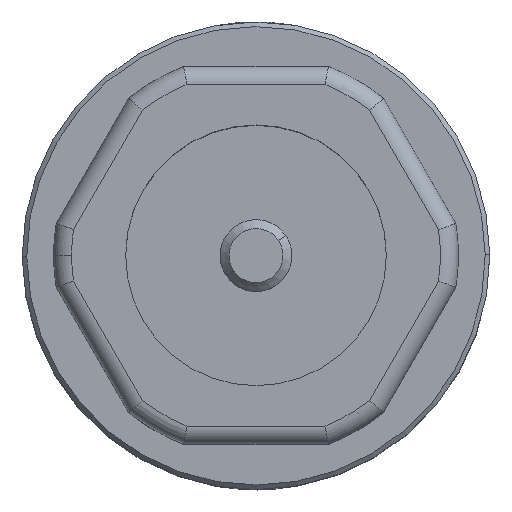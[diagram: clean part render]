
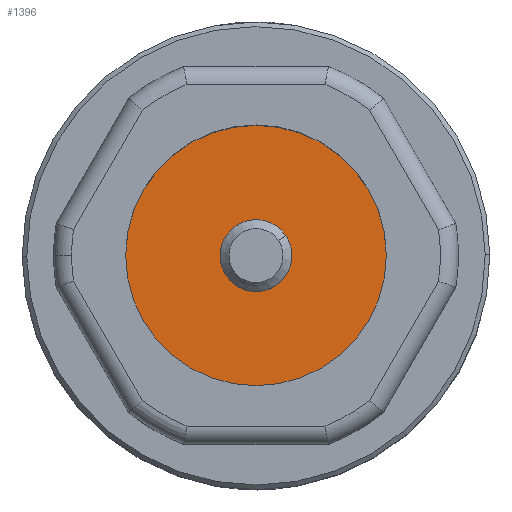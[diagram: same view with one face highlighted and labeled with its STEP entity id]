
A CAD part, top view. The second image highlights one B-rep face of the part: STEP entity #1396.
In plain terms, the highlighted planar face has unit normal (0, 0, 1).
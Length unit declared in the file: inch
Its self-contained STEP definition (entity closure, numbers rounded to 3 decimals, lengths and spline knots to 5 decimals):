
#48 = ORIENTED_EDGE ( 'NONE', *, *, #7550, .T. ) ;
#340 = CARTESIAN_POINT ( 'NONE',  ( 0., 0., -0.813 ) ) ;
#389 = CARTESIAN_POINT ( 'NONE',  ( 0., 0.453, -0.813 ) ) ;
#1396 = ADVANCED_FACE ( 'Defeatured_0_342', ( #9596, #3593 ), #3334, .T. ) ;
#1713 = CARTESIAN_POINT ( 'NONE',  ( 0.10401, 0.06934, -0.813 ) ) ;
#1737 = CARTESIAN_POINT ( 'NONE',  ( 0.453, 0., -0.813 ) ) ;
#1909 = CIRCLE ( 'NONE', #10435, 0.453 ) ;
#2046 = VERTEX_POINT ( 'NONE', #1713 ) ;
#2574 = CIRCLE ( 'NONE', #6565, 0.125 ) ;
#3276 = AXIS2_PLACEMENT_3D ( 'NONE', #340, #4331, #6427 ) ;
#3334 = PLANE ( 'NONE',  #9523 ) ;
#3356 = CARTESIAN_POINT ( 'NONE',  ( 0., 0., -0.813 ) ) ;
#3406 = EDGE_LOOP ( 'NONE', ( #12448, #8876 ) ) ;
#3593 = FACE_OUTER_BOUND ( 'NONE', #6187, .T. ) ;
#3694 = AXIS2_PLACEMENT_3D ( 'NONE', #3356, #10321, #6495 ) ;
#4037 = CARTESIAN_POINT ( 'NONE',  ( -0.10401, -0.06934, -0.813 ) ) ;
#4316 = CIRCLE ( 'NONE', #3694, 0.125 ) ;
#4331 = DIRECTION ( 'NONE',  ( 0., 0., 1. ) ) ;
#4687 = EDGE_CURVE ( 'Defeatured_0_342+Defeatured_0_344+Defeatured_0_344+Defeatured_0_344', #2046, #11697, #2574, .T. ) ;
#4920 = DIRECTION ( 'NONE',  ( 0., 0., 1. ) ) ;
#5510 = VERTEX_POINT ( 'NONE', #1737 ) ;
#6187 = EDGE_LOOP ( 'NONE', ( #10829, #48 ) ) ;
#6427 = DIRECTION ( 'NONE',  ( 1., 0., 0. ) ) ;
#6495 = DIRECTION ( 'NONE',  ( 1., 0., 0. ) ) ;
#6565 = AXIS2_PLACEMENT_3D ( 'NONE', #12334, #9225, #8366 ) ;
#7311 = DIRECTION ( 'NONE',  ( 1., 0., 0. ) ) ;
#7550 = EDGE_CURVE ( 'Defeatured_0_342+Defeatured_0_343+Defeatured_0_343+Defeatured_0_343', #9136, #5510, #11818, .T. ) ;
#7579 = EDGE_CURVE ( 'Defeatured_0_342+Defeatured_0_344+Defeatured_0_344+Defeatured_0_344', #11697, #2046, #4316, .T. ) ;
#8366 = DIRECTION ( 'NONE',  ( 1., 0., 0. ) ) ;
#8876 = ORIENTED_EDGE ( 'NONE', *, *, #4687, .T. ) ;
#9136 = VERTEX_POINT ( 'NONE', #9655 ) ;
#9225 = DIRECTION ( 'NONE',  ( 0., 0., -1. ) ) ;
#9523 = AXIS2_PLACEMENT_3D ( 'NONE', #389, #12382, #7311 ) ;
#9596 = FACE_BOUND ( 'NONE', #3406, .T. ) ;
#9632 = DIRECTION ( 'NONE',  ( 1., 0., 0. ) ) ;
#9655 = CARTESIAN_POINT ( 'NONE',  ( -0.453, 0., -0.813 ) ) ;
#10321 = DIRECTION ( 'NONE',  ( 0., 0., -1. ) ) ;
#10435 = AXIS2_PLACEMENT_3D ( 'NONE', #12797, #4920, #9632 ) ;
#10829 = ORIENTED_EDGE ( 'NONE', *, *, #12621, .T. ) ;
#11697 = VERTEX_POINT ( 'NONE', #4037 ) ;
#11818 = CIRCLE ( 'NONE', #3276, 0.453 ) ;
#12334 = CARTESIAN_POINT ( 'NONE',  ( 0., 0., -0.813 ) ) ;
#12382 = DIRECTION ( 'NONE',  ( 0., 0., 1. ) ) ;
#12448 = ORIENTED_EDGE ( 'NONE', *, *, #7579, .T. ) ;
#12621 = EDGE_CURVE ( 'Defeatured_0_342+Defeatured_0_343+Defeatured_0_343+Defeatured_0_343', #5510, #9136, #1909, .T. ) ;
#12797 = CARTESIAN_POINT ( 'NONE',  ( 0., 0., -0.813 ) ) ;
